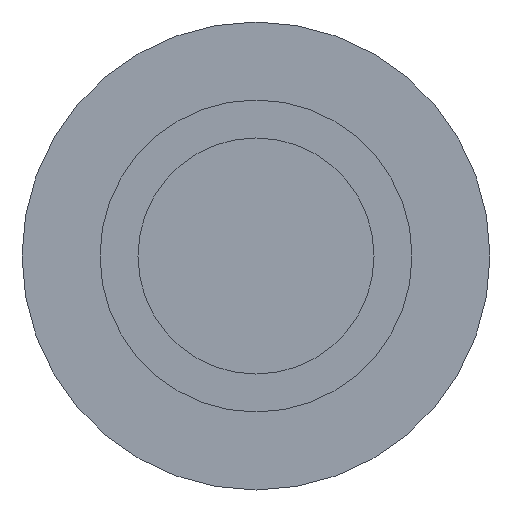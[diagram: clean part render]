
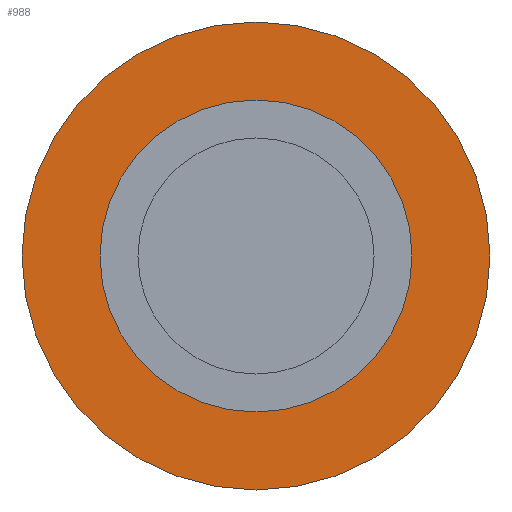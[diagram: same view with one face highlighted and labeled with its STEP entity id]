
A CAD part, left-side view. The second image highlights one B-rep face of the part: STEP entity #988.
In plain terms, the highlighted planar face has unit normal (-1, 0, 0).
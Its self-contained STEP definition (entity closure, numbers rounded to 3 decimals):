
#5 = CARTESIAN_POINT ( 'NONE',  ( 145.3, 105., 0. ) ) ;
#55 = AXIS2_PLACEMENT_3D ( 'NONE', #5, #338, #173 ) ;
#63 = ORIENTED_EDGE ( 'NONE', *, *, #969, .F. ) ;
#74 = FACE_BOUND ( 'NONE', #570, .T. ) ;
#78 = VERTEX_POINT ( 'NONE', #943 ) ;
#120 = EDGE_LOOP ( 'NONE', ( #645, #248 ) ) ;
#158 = ORIENTED_EDGE ( 'NONE', *, *, #351, .F. ) ;
#173 = DIRECTION ( 'NONE',  ( 0., 0., 1. ) ) ;
#214 = CIRCLE ( 'NONE', #55, 1.85 ) ;
#247 = DIRECTION ( 'NONE',  ( -1., 0., 0. ) ) ;
#248 = ORIENTED_EDGE ( 'NONE', *, *, #641, .F. ) ;
#255 = AXIS2_PLACEMENT_3D ( 'NONE', #734, #999, #288 ) ;
#274 = DIRECTION ( 'NONE',  ( 1., 0., 0. ) ) ;
#279 = VERTEX_POINT ( 'NONE', #771 ) ;
#288 = DIRECTION ( 'NONE',  ( 0., 0., 1. ) ) ;
#313 = CIRCLE ( 'NONE', #431, 1.85 ) ;
#338 = DIRECTION ( 'NONE',  ( -1., 0., 0. ) ) ;
#345 = DIRECTION ( 'NONE',  ( 0., 0., 1. ) ) ;
#351 = EDGE_CURVE ( 'NONE', #1041, #78, #313, .T. ) ;
#431 = AXIS2_PLACEMENT_3D ( 'NONE', #690, #247, #345 ) ;
#564 = CIRCLE ( 'NONE', #255, 2.775 ) ;
#570 = EDGE_LOOP ( 'NONE', ( #63, #158 ) ) ;
#604 = DIRECTION ( 'NONE',  ( 1., 0., 0. ) ) ;
#635 = FACE_OUTER_BOUND ( 'NONE', #120, .T. ) ;
#641 = EDGE_CURVE ( 'NONE', #279, #954, #564, .T. ) ;
#645 = ORIENTED_EDGE ( 'NONE', *, *, #1154, .F. ) ;
#690 = CARTESIAN_POINT ( 'NONE',  ( 145.3, 105., 0. ) ) ;
#709 = CARTESIAN_POINT ( 'NONE',  ( 145.3, 105., 0. ) ) ;
#730 = CARTESIAN_POINT ( 'NONE',  ( 145.3, 105., 0. ) ) ;
#734 = CARTESIAN_POINT ( 'NONE',  ( 145.3, 105., 0. ) ) ;
#738 = CIRCLE ( 'NONE', #802, 2.775 ) ;
#771 = CARTESIAN_POINT ( 'NONE',  ( 145.3, 105., -2.775 ) ) ;
#802 = AXIS2_PLACEMENT_3D ( 'NONE', #730, #274, #818 ) ;
#803 = CARTESIAN_POINT ( 'NONE',  ( 145.3, 105., -1.85 ) ) ;
#818 = DIRECTION ( 'NONE',  ( 0., 0., 1. ) ) ;
#943 = CARTESIAN_POINT ( 'NONE',  ( 145.3, 105., 1.85 ) ) ;
#947 = AXIS2_PLACEMENT_3D ( 'NONE', #709, #604, #1062 ) ;
#954 = VERTEX_POINT ( 'NONE', #966 ) ;
#966 = CARTESIAN_POINT ( 'NONE',  ( 145.3, 105., 2.775 ) ) ;
#969 = EDGE_CURVE ( 'NONE', #78, #1041, #214, .T. ) ;
#972 = PLANE ( 'NONE',  #947 ) ;
#988 = ADVANCED_FACE ( 'NONE', ( #635, #74 ), #972, .F. ) ;
#999 = DIRECTION ( 'NONE',  ( 1., 0., 0. ) ) ;
#1041 = VERTEX_POINT ( 'NONE', #803 ) ;
#1062 = DIRECTION ( 'NONE',  ( 0., 0., -1. ) ) ;
#1154 = EDGE_CURVE ( 'NONE', #954, #279, #738, .T. ) ;
